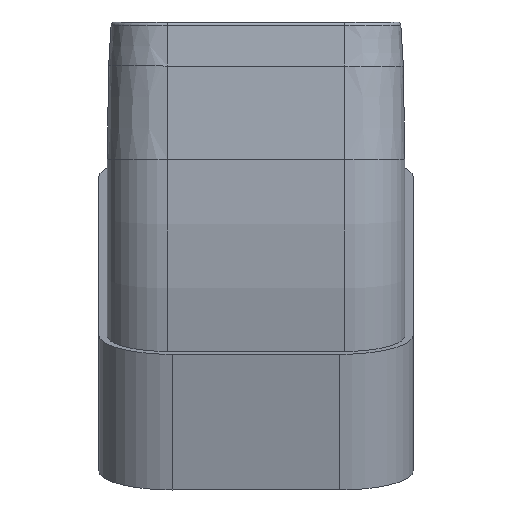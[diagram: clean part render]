
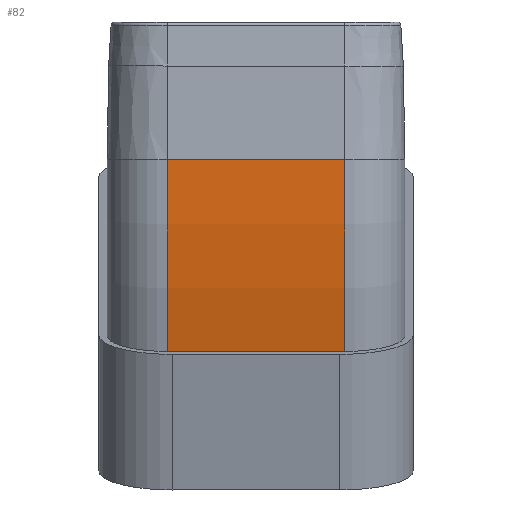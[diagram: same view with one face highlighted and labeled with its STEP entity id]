
A CAD part, left-side view. The second image highlights one B-rep face of the part: STEP entity #82.
In plain terms, the highlighted cylindrical face has radius 222 mm (diameter 444 mm), a partial arc.
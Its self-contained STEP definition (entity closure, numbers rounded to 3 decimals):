
#82=ADVANCED_FACE('',(#195),#196,.T.);
#195=FACE_OUTER_BOUND('',#408,.T.);
#196=CYLINDRICAL_SURFACE('',#409,222.);
#408=EDGE_LOOP('',(#656,#657,#658,#659));
#409=AXIS2_PLACEMENT_3D('',#660,#661,#662);
#656=ORIENTED_EDGE('',*,*,#1439,.T.);
#657=ORIENTED_EDGE('',*,*,#1440,.F.);
#658=ORIENTED_EDGE('',*,*,#1441,.T.);
#659=ORIENTED_EDGE('',*,*,#1437,.T.);
#660=CARTESIAN_POINT('',(111.136,0.,-41.035));
#661=DIRECTION('',(0.,-1.0,0.));
#662=DIRECTION('',(-0.966,0.,-0.259));
#1437=EDGE_CURVE('',#1704,#1702,#1705,.T.);
#1439=EDGE_CURVE('',#1702,#1707,#1708,.T.);
#1440=EDGE_CURVE('',#1709,#1707,#1710,.T.);
#1441=EDGE_CURVE('',#1709,#1704,#1711,.T.);
#1702=VERTEX_POINT('',#2100);
#1704=VERTEX_POINT('',#2102);
#1705=CIRCLE('',#2103,222.);
#1707=VERTEX_POINT('',#2105);
#1708=LINE('',#2106,#2107);
#1709=VERTEX_POINT('',#2108);
#1710=CIRCLE('',#2109,222.);
#1711=LINE('',#2110,#2111);
#2100=CARTESIAN_POINT('',(-110.864,-26.5,-41.035));
#2102=CARTESIAN_POINT('',(-103.299,-26.5,-98.493));
#2103=AXIS2_PLACEMENT_3D('',#2769,#2770,#2771);
#2105=CARTESIAN_POINT('',(-110.864,26.5,-41.035));
#2106=CARTESIAN_POINT('',(-110.864,-26.5,-41.035));
#2107=VECTOR('',#2775,1.0);
#2108=CARTESIAN_POINT('',(-103.299,26.5,-98.493));
#2109=AXIS2_PLACEMENT_3D('',#2776,#2777,#2778);
#2110=CARTESIAN_POINT('',(-103.299,0.,-98.493));
#2111=VECTOR('',#2779,1.0);
#2769=CARTESIAN_POINT('',(111.136,-26.5,-41.035));
#2770=DIRECTION('',(0.,1.0,0.));
#2771=DIRECTION('',(-0.966,0.,-0.259));
#2775=DIRECTION('',(0.,1.0,0.));
#2776=CARTESIAN_POINT('',(111.136,26.5,-41.035));
#2777=DIRECTION('',(0.,1.0,0.));
#2778=DIRECTION('',(-0.966,0.,-0.259));
#2779=DIRECTION('',(0.,-1.0,0.));
